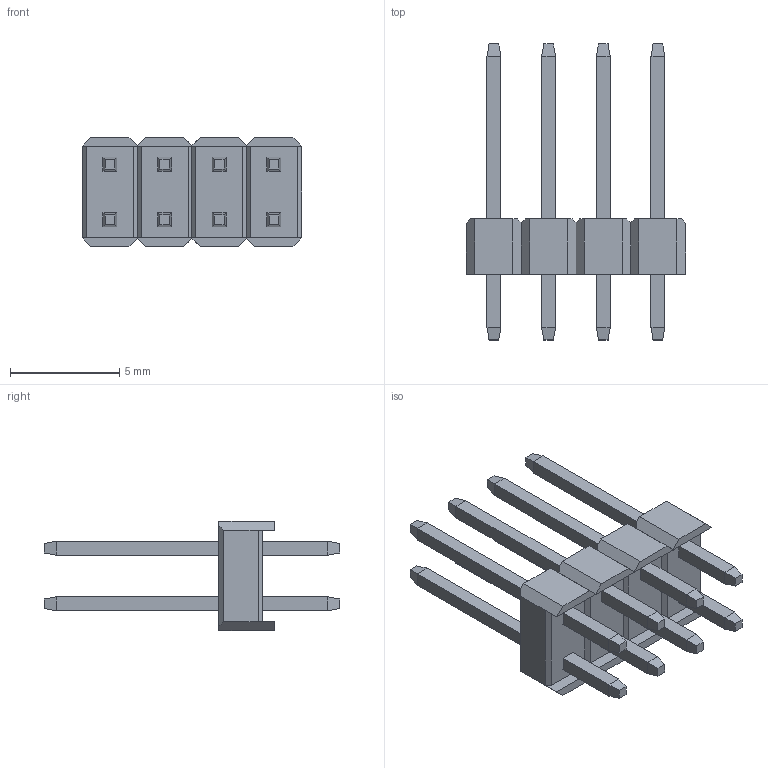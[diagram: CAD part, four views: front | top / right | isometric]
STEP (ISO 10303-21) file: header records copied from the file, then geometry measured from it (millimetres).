
FILE_DESCRIPTION (( 'STEP AP214' ), '1' );
FILE_NAME ('2x4 Male Pin Header.STEP', '2018-11-16T18:27:07', ( 'M.B.I.' ), ( '' ), 'SwSTEP 2.0', '', '' );
FILE_SCHEMA (( 'AUTOMOTIVE_DESIGN' ));
Length unit declared in the file: millimetre
Products named in the file (1): 2x4 Male Pin Header
Bounding box: 10.04 x 13.54 x 5 mm (x, y, z)
Volume: 137.3 mm3; surface area: 496.7 mm2
Topology: 9 solids, 9 shells, 232 faces, 566 edges, 352 vertices
Faces by surface type: plane 232
Entity records: 6700 total; most frequent: CARTESIAN_POINT 1151, ORIENTED_EDGE 1132, DIRECTION 1032, LINE 566, EDGE_CURVE 566, VECTOR 566, VERTEX_POINT 352, EDGE_LOOP 248
